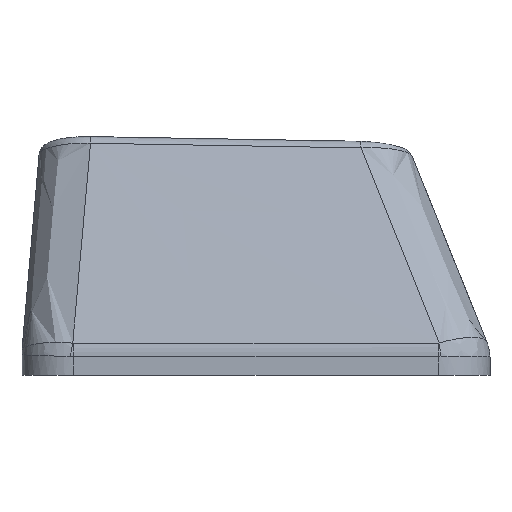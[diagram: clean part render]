
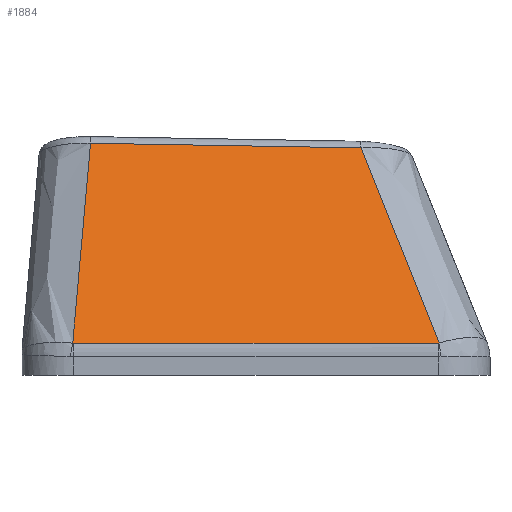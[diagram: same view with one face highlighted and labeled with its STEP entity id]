
A CAD part, left-side view. The second image highlights one B-rep face of the part: STEP entity #1884.
In plain terms, the highlighted free-form (B-spline) face has degree [3, 3] with [4, 4] control points.
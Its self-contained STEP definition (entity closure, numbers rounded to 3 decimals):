
#98=B_SPLINE_SURFACE_WITH_KNOTS('',3,3,((#3914,#3915,#3916,#3917),(#3918,
#3919,#3920,#3921),(#3922,#3923,#3924,#3925),(#3926,#3927,#3928,#3929)),
 .UNSPECIFIED.,.F.,.F.,.F.,(4,4),(4,4),(0.104,0.892),
(0.041,0.97),.UNSPECIFIED.);
#295=FACE_OUTER_BOUND('',#385,.T.);
#385=EDGE_LOOP('',(#1528,#1529,#1530,#1531,#1532,#1533));
#562=B_SPLINE_CURVE_WITH_KNOTS('',3,(#3610,#3611,#3612,#3613),
 .UNSPECIFIED.,.F.,.F.,(4,4),(0.,0.003),
 .UNSPECIFIED.);
#564=B_SPLINE_CURVE_WITH_KNOTS('',3,(#3637,#3638,#3639,#3640),
 .UNSPECIFIED.,.F.,.F.,(4,4),(0.,1.416),.UNSPECIFIED.);
#566=B_SPLINE_CURVE_WITH_KNOTS('',3,(#3664,#3665,#3666,#3667),
 .UNSPECIFIED.,.F.,.F.,(4,4),(0.,0.003),
 .UNSPECIFIED.);
#581=B_SPLINE_CURVE_WITH_KNOTS('',3,(#3931,#3932,#3933,#3934),
 .UNSPECIFIED.,.F.,.F.,(4,4),(0.039,0.904),
 .UNSPECIFIED.);
#582=B_SPLINE_CURVE_WITH_KNOTS('',3,(#3936,#3937,#3938,#3939),
 .UNSPECIFIED.,.F.,.F.,(4,4),(-1.049,0.),.UNSPECIFIED.);
#583=B_SPLINE_CURVE_WITH_KNOTS('',3,(#3940,#3941,#3942,#3943),
 .UNSPECIFIED.,.F.,.F.,(4,4),(-0.867,-0.037),
 .UNSPECIFIED.);
#803=VERTEX_POINT('',#3574);
#805=VERTEX_POINT('',#3603);
#807=VERTEX_POINT('',#3630);
#809=VERTEX_POINT('',#3657);
#825=VERTEX_POINT('',#3930);
#826=VERTEX_POINT('',#3935);
#1055=EDGE_CURVE('',#803,#805,#562,.T.);
#1058=EDGE_CURVE('',#805,#807,#564,.T.);
#1061=EDGE_CURVE('',#807,#809,#566,.T.);
#1085=EDGE_CURVE('',#825,#803,#581,.T.);
#1086=EDGE_CURVE('',#826,#825,#582,.T.);
#1087=EDGE_CURVE('',#809,#826,#583,.T.);
#1528=ORIENTED_EDGE('',*,*,#1061,.F.);
#1529=ORIENTED_EDGE('',*,*,#1058,.F.);
#1530=ORIENTED_EDGE('',*,*,#1055,.F.);
#1531=ORIENTED_EDGE('',*,*,#1085,.F.);
#1532=ORIENTED_EDGE('',*,*,#1086,.F.);
#1533=ORIENTED_EDGE('',*,*,#1087,.F.);
#1884=ADVANCED_FACE('',(#295),#98,.T.);
#3574=CARTESIAN_POINT('',(-8.981,-7.107,0.26));
#3603=CARTESIAN_POINT('',(-8.982,-7.081,0.258));
#3610=CARTESIAN_POINT('Ctrl Pts',(-8.981,-7.107,0.26));
#3611=CARTESIAN_POINT('Ctrl Pts',(-8.982,-7.098,0.259));
#3612=CARTESIAN_POINT('Ctrl Pts',(-8.982,-7.089,0.258));
#3613=CARTESIAN_POINT('Ctrl Pts',(-8.982,-7.081,0.258));
#3630=CARTESIAN_POINT('',(-8.986,7.08,0.253));
#3637=CARTESIAN_POINT('Ctrl Pts',(-8.982,-7.081,0.258));
#3638=CARTESIAN_POINT('Ctrl Pts',(-8.984,-2.36,0.256));
#3639=CARTESIAN_POINT('Ctrl Pts',(-8.985,2.36,0.255));
#3640=CARTESIAN_POINT('Ctrl Pts',(-8.986,7.08,0.253));
#3657=CARTESIAN_POINT('',(-8.985,7.111,0.256));
#3664=CARTESIAN_POINT('Ctrl Pts',(-8.986,7.08,0.253));
#3665=CARTESIAN_POINT('Ctrl Pts',(-8.986,7.091,0.253));
#3666=CARTESIAN_POINT('Ctrl Pts',(-8.986,7.101,0.254));
#3667=CARTESIAN_POINT('Ctrl Pts',(-8.985,7.111,0.256));
#3914=CARTESIAN_POINT('Ctrl Pts',(-6.097,-4.453,7.83));
#3915=CARTESIAN_POINT('Ctrl Pts',(-7.06,-5.339,5.303));
#3916=CARTESIAN_POINT('Ctrl Pts',(-8.023,-6.225,2.775));
#3917=CARTESIAN_POINT('Ctrl Pts',(-8.986,-7.111,0.247));
#3918=CARTESIAN_POINT('Ctrl Pts',(-6.097,-0.691,7.893));
#3919=CARTESIAN_POINT('Ctrl Pts',(-7.06,-1.251,5.345));
#3920=CARTESIAN_POINT('Ctrl Pts',(-8.023,-1.811,2.797));
#3921=CARTESIAN_POINT('Ctrl Pts',(-8.986,-2.37,0.249));
#3922=CARTESIAN_POINT('Ctrl Pts',(-6.097,3.071,7.955));
#3923=CARTESIAN_POINT('Ctrl Pts',(-7.06,2.837,5.387));
#3924=CARTESIAN_POINT('Ctrl Pts',(-8.023,2.604,2.819));
#3925=CARTESIAN_POINT('Ctrl Pts',(-8.986,2.37,0.251));
#3926=CARTESIAN_POINT('Ctrl Pts',(-6.097,6.832,8.017));
#3927=CARTESIAN_POINT('Ctrl Pts',(-7.06,6.925,5.429));
#3928=CARTESIAN_POINT('Ctrl Pts',(-8.023,7.018,2.841));
#3929=CARTESIAN_POINT('Ctrl Pts',(-8.986,7.111,0.253));
#3930=CARTESIAN_POINT('',(-6.099,-4.07,7.831));
#3931=CARTESIAN_POINT('Ctrl Pts',(-6.099,-4.07,7.831));
#3932=CARTESIAN_POINT('Ctrl Pts',(-7.059,-5.081,5.307));
#3933=CARTESIAN_POINT('Ctrl Pts',(-8.02,-6.094,2.783));
#3934=CARTESIAN_POINT('Ctrl Pts',(-8.981,-7.107,0.26));
#3935=CARTESIAN_POINT('',(-6.097,6.422,8.01));
#3936=CARTESIAN_POINT('Ctrl Pts',(-6.097,6.422,8.01));
#3937=CARTESIAN_POINT('Ctrl Pts',(-6.098,2.925,7.951));
#3938=CARTESIAN_POINT('Ctrl Pts',(-6.098,-0.573,
7.891));
#3939=CARTESIAN_POINT('Ctrl Pts',(-6.099,-4.07,7.831));
#3940=CARTESIAN_POINT('Ctrl Pts',(-8.985,7.111,0.256));
#3941=CARTESIAN_POINT('Ctrl Pts',(-8.023,6.882,2.841));
#3942=CARTESIAN_POINT('Ctrl Pts',(-7.061,6.652,5.426));
#3943=CARTESIAN_POINT('Ctrl Pts',(-6.097,6.422,8.01));
